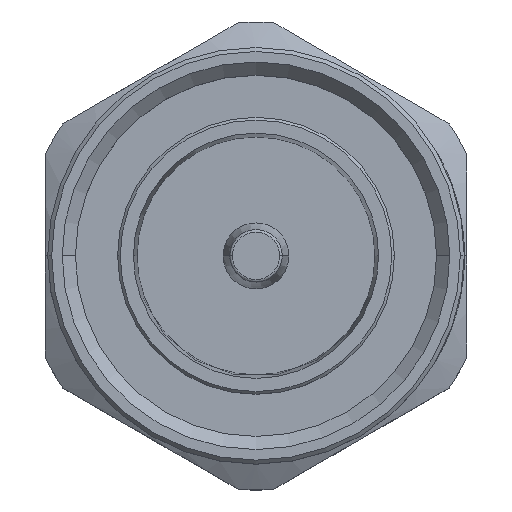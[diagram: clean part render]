
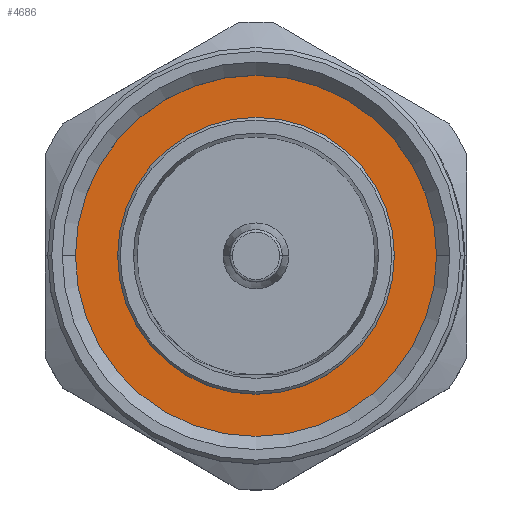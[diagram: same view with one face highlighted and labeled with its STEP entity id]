
A CAD part, top view. The second image highlights one B-rep face of the part: STEP entity #4686.
In plain terms, the highlighted planar face has unit normal (0, 0, 1).
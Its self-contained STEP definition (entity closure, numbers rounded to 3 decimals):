
#580 = EDGE_LOOP ( 'NONE', ( #7489, #3878 ) ) ;
#751 = CIRCLE ( 'NONE', #11484, 13.7 ) ;
#827 = DIRECTION ( 'NONE',  ( -1., 0., 0. ) ) ;
#1188 = EDGE_CURVE ( 'NONE', #2105, #7635, #7379, .T. ) ;
#1380 = AXIS2_PLACEMENT_3D ( 'NONE', #13067, #6506, #14179 ) ;
#1608 = AXIS2_PLACEMENT_3D ( 'NONE', #2570, #10242, #3686 ) ;
#2057 = CARTESIAN_POINT ( 'NONE',  ( 0., 0., -4.573 ) ) ;
#2105 = VERTEX_POINT ( 'NONE', #9451 ) ;
#2570 = CARTESIAN_POINT ( 'NONE',  ( 0., 0., -4.573 ) ) ;
#3113 = CARTESIAN_POINT ( 'NONE',  ( 13.7, 0., -4.573 ) ) ;
#3120 = EDGE_CURVE ( 'NONE', #7635, #2105, #751, .T. ) ;
#3172 = DIRECTION ( 'NONE',  ( -1., 0., 0. ) ) ;
#3649 = EDGE_CURVE ( 'NONE', #7848, #4756, #5934, .T. ) ;
#3686 = DIRECTION ( 'NONE',  ( -1., 0., 0. ) ) ;
#3767 = FACE_OUTER_BOUND ( 'NONE', #12655, .T. ) ;
#3878 = ORIENTED_EDGE ( 'NONE', *, *, #3649, .T. ) ;
#3975 = CIRCLE ( 'NONE', #9298, 10.5 ) ;
#4686 = ADVANCED_FACE ( 'NONE', ( #6693, #3767 ), #12407, .F. ) ;
#4756 = VERTEX_POINT ( 'NONE', #11468 ) ;
#5831 = DIRECTION ( 'NONE',  ( 0., 0., -1. ) ) ;
#5934 = CIRCLE ( 'NONE', #1608, 10.5 ) ;
#6506 = DIRECTION ( 'NONE',  ( 0., 0., 1. ) ) ;
#6634 = ORIENTED_EDGE ( 'NONE', *, *, #1188, .T. ) ;
#6693 = FACE_BOUND ( 'NONE', #580, .T. ) ;
#6889 = CARTESIAN_POINT ( 'NONE',  ( 0., 0., -4.573 ) ) ;
#7379 = CIRCLE ( 'NONE', #1380, 13.7 ) ;
#7382 = DIRECTION ( 'NONE',  ( 0., 0., -1. ) ) ;
#7489 = ORIENTED_EDGE ( 'NONE', *, *, #11315, .T. ) ;
#7635 = VERTEX_POINT ( 'NONE', #3113 ) ;
#7848 = VERTEX_POINT ( 'NONE', #9889 ) ;
#9298 = AXIS2_PLACEMENT_3D ( 'NONE', #13979, #7382, #827 ) ;
#9451 = CARTESIAN_POINT ( 'NONE',  ( -13.7, 0., -4.573 ) ) ;
#9716 = DIRECTION ( 'NONE',  ( 0., 0., 1. ) ) ;
#9889 = CARTESIAN_POINT ( 'NONE',  ( -10.5, 0., -4.573 ) ) ;
#10242 = DIRECTION ( 'NONE',  ( 0., 0., -1. ) ) ;
#11315 = EDGE_CURVE ( 'NONE', #4756, #7848, #3975, .T. ) ;
#11468 = CARTESIAN_POINT ( 'NONE',  ( 10.5, 0., -4.573 ) ) ;
#11484 = AXIS2_PLACEMENT_3D ( 'NONE', #2057, #9716, #3172 ) ;
#12407 = PLANE ( 'NONE',  #13138 ) ;
#12571 = ORIENTED_EDGE ( 'NONE', *, *, #3120, .T. ) ;
#12655 = EDGE_LOOP ( 'NONE', ( #12571, #6634 ) ) ;
#13067 = CARTESIAN_POINT ( 'NONE',  ( 0., 0., -4.573 ) ) ;
#13138 = AXIS2_PLACEMENT_3D ( 'NONE', #6889, #5831, #13529 ) ;
#13529 = DIRECTION ( 'NONE',  ( -1., 0., 0. ) ) ;
#13979 = CARTESIAN_POINT ( 'NONE',  ( 0., 0., -4.573 ) ) ;
#14179 = DIRECTION ( 'NONE',  ( -1., 0., 0. ) ) ;
